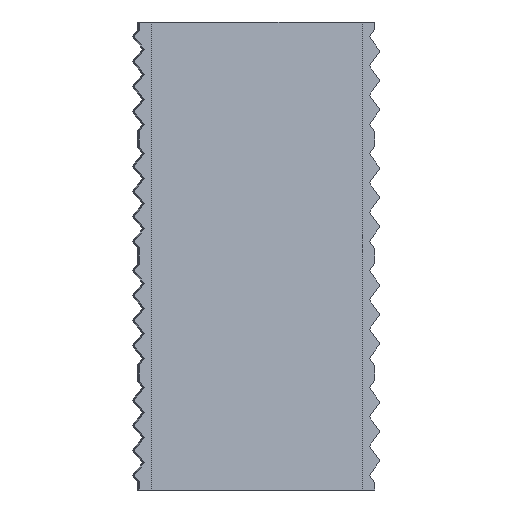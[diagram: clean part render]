
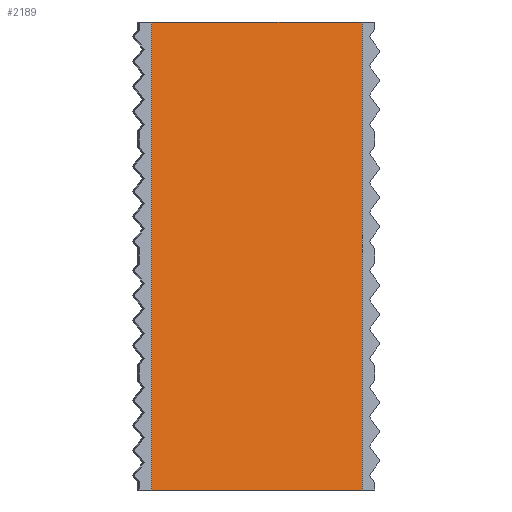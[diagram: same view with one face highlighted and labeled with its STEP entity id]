
A CAD part, front view. The second image highlights one B-rep face of the part: STEP entity #2189.
In plain terms, the highlighted planar face has unit normal (0.434, -0.901, 0).
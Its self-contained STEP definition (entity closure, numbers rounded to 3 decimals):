
#62 = EDGE_CURVE ( 'NONE', #2669, #2391, #5442, .T. ) ;
#110 = CARTESIAN_POINT ( 'NONE',  ( 9.475, -17.222, -60. ) ) ;
#185 = DIRECTION ( 'NONE',  ( 0.434, -0.901, 0. ) ) ;
#231 = ORIENTED_EDGE ( 'NONE', *, *, #62, .T. ) ;
#238 = CARTESIAN_POINT ( 'NONE',  ( 63.496, 8.828, 60. ) ) ;
#376 = VECTOR ( 'NONE', #3734, 1000. ) ;
#408 = LINE ( 'NONE', #110, #4380 ) ;
#551 = EDGE_CURVE ( 'NONE', #2669, #2613, #4251, .T. ) ;
#887 = CARTESIAN_POINT ( 'NONE',  ( 9.475, -17.222, 60. ) ) ;
#1043 = CARTESIAN_POINT ( 'NONE',  ( 63.496, 8.828, -60. ) ) ;
#1060 = EDGE_CURVE ( 'NONE', #4046, #2613, #408, .T. ) ;
#1335 = ORIENTED_EDGE ( 'NONE', *, *, #1407, .T. ) ;
#1343 = CARTESIAN_POINT ( 'NONE',  ( 9.475, -17.222, 60. ) ) ;
#1407 = EDGE_CURVE ( 'NONE', #2391, #4046, #3810, .T. ) ;
#1849 = ORIENTED_EDGE ( 'NONE', *, *, #551, .F. ) ;
#2189 = ADVANCED_FACE ( 'NONE', ( #5313 ), #2679, .T. ) ;
#2348 = DIRECTION ( 'NONE',  ( 0., 0., -1. ) ) ;
#2391 = VERTEX_POINT ( 'NONE', #1343 ) ;
#2454 = EDGE_LOOP ( 'NONE', ( #5460, #1849, #231, #1335 ) ) ;
#2613 = VERTEX_POINT ( 'NONE', #3169 ) ;
#2669 = VERTEX_POINT ( 'NONE', #5302 ) ;
#2679 = PLANE ( 'NONE',  #4214 ) ;
#2761 = DIRECTION ( 'NONE',  ( 0.901, 0.434, 0. ) ) ;
#3169 = CARTESIAN_POINT ( 'NONE',  ( 63.496, 8.828, -60. ) ) ;
#3274 = CARTESIAN_POINT ( 'NONE',  ( 63.496, 8.828, 60. ) ) ;
#3734 = DIRECTION ( 'NONE',  ( -0.901, -0.434, 0. ) ) ;
#3810 = LINE ( 'NONE', #887, #5458 ) ;
#4046 = VERTEX_POINT ( 'NONE', #4333 ) ;
#4214 = AXIS2_PLACEMENT_3D ( 'NONE', #1043, #185, #2761 ) ;
#4251 = LINE ( 'NONE', #3274, #5212 ) ;
#4314 = DIRECTION ( 'NONE',  ( 0., 0., -1. ) ) ;
#4333 = CARTESIAN_POINT ( 'NONE',  ( 9.475, -17.222, -60. ) ) ;
#4380 = VECTOR ( 'NONE', #5361, 1000. ) ;
#5212 = VECTOR ( 'NONE', #4314, 1000. ) ;
#5302 = CARTESIAN_POINT ( 'NONE',  ( 63.496, 8.828, 60. ) ) ;
#5313 = FACE_OUTER_BOUND ( 'NONE', #2454, .T. ) ;
#5361 = DIRECTION ( 'NONE',  ( 0.901, 0.434, 0. ) ) ;
#5442 = LINE ( 'NONE', #238, #376 ) ;
#5458 = VECTOR ( 'NONE', #2348, 1000. ) ;
#5460 = ORIENTED_EDGE ( 'NONE', *, *, #1060, .T. ) ;
